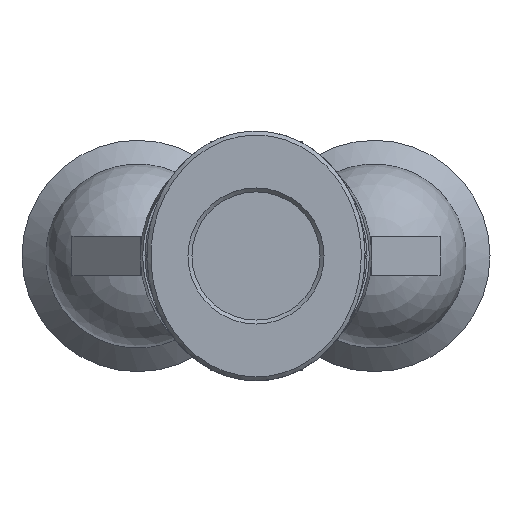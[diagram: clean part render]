
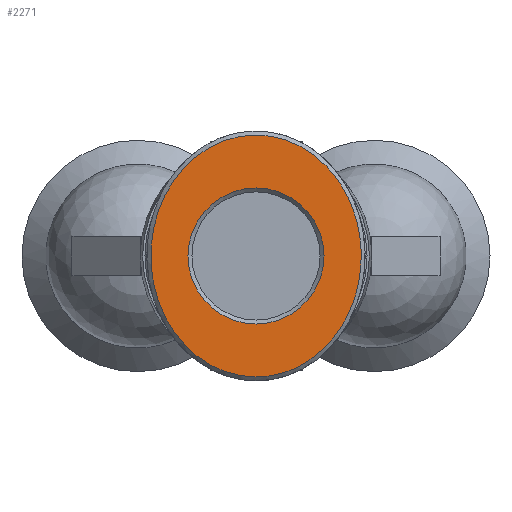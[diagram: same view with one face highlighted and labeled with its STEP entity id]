
A CAD part, front view. The second image highlights one B-rep face of the part: STEP entity #2271.
In plain terms, the highlighted face is planar.
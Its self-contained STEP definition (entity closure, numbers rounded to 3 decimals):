
#2198=CARTESIAN_POINT('',(9.2,5.8,0.));
#2199=VERTEX_POINT('',#2198);
#2229=CARTESIAN_POINT('',(9.2,5.8,0.));
#2230=CARTESIAN_POINT('',(9.2,5.8,1.19));
#2231=CARTESIAN_POINT('',(8.58,5.8,3.571));
#2232=CARTESIAN_POINT('',(5.951,5.8,6.456));
#2233=CARTESIAN_POINT('',(2.127,5.8,8.066));
#2234=CARTESIAN_POINT('',(-2.127,5.8,8.067));
#2235=CARTESIAN_POINT('',(-5.952,5.8,6.455));
#2236=CARTESIAN_POINT('',(-8.58,5.8,3.572));
#2237=CARTESIAN_POINT('',(-9.512,5.8,-0.001));
#2238=CARTESIAN_POINT('',(-8.681,5.8,-3.172));
#2239=CARTESIAN_POINT('',(-6.344,5.8,-6.179));
#2240=CARTESIAN_POINT('',(-2.605,5.8,-8.072));
#2241=CARTESIAN_POINT('',(2.129,5.8,-8.064));
#2242=CARTESIAN_POINT('',(5.95,5.8,-6.457));
#2243=CARTESIAN_POINT('',(8.581,5.8,-3.57));
#2244=CARTESIAN_POINT('',(9.2,5.8,-1.19));
#2245=CARTESIAN_POINT('',(9.2,5.8,0.));
#2246=B_SPLINE_CURVE_WITH_KNOTS('',3,(#2229,#2230,#2231,#2232,#2233,#2234,#2235,#2236,#2237,#2238,#2239,#2240,#2241,#2242,#2243,#2244,#2245),.UNSPECIFIED.,.T.,.U.,(4,1,1,1,1,1,1,1,1,1,1,1,1,1,4),(-3.142,-2.693,-2.244,-1.795,-1.346,-0.898,-0.449,0.,0.449,0.748,1.346,1.795,2.244,2.693,3.142),.UNSPECIFIED.);
#2247=EDGE_CURVE('',#2199,#2199,#2246,.T.);
#2252=CARTESIAN_POINT('',(0.,5.8,0.));
#2253=DIRECTION('',(0.0,-1.0,0.0));
#2254=DIRECTION('',(0.0,0.0,-1.0));
#2255=AXIS2_PLACEMENT_3D('',#2252,#2253,#2254);
#2256=PLANE('',#2255);
#2257=ORIENTED_EDGE('',*,*,#2247,.F.);
#2258=EDGE_LOOP('',(#2257));
#2259=FACE_OUTER_BOUND('',#2258,.T.);
#2260=CARTESIAN_POINT('',(5.175,5.8,0.));
#2261=VERTEX_POINT('',#2260);
#2262=CARTESIAN_POINT('',(0.,5.8,0.0));
#2263=DIRECTION('',(0.0,1.0,0.0));
#2264=DIRECTION('',(-1.0,0.0,0.0));
#2265=AXIS2_PLACEMENT_3D('',#2262,#2263,#2264);
#2266=CIRCLE('',#2265,5.175);
#2267=EDGE_CURVE('',#2261,#2261,#2266,.T.);
#2268=ORIENTED_EDGE('',*,*,#2267,.F.);
#2269=EDGE_LOOP('',(#2268));
#2270=FACE_BOUND('',#2269,.T.);
#2271=ADVANCED_FACE('',(#2259,#2270),#2256,.F.);
